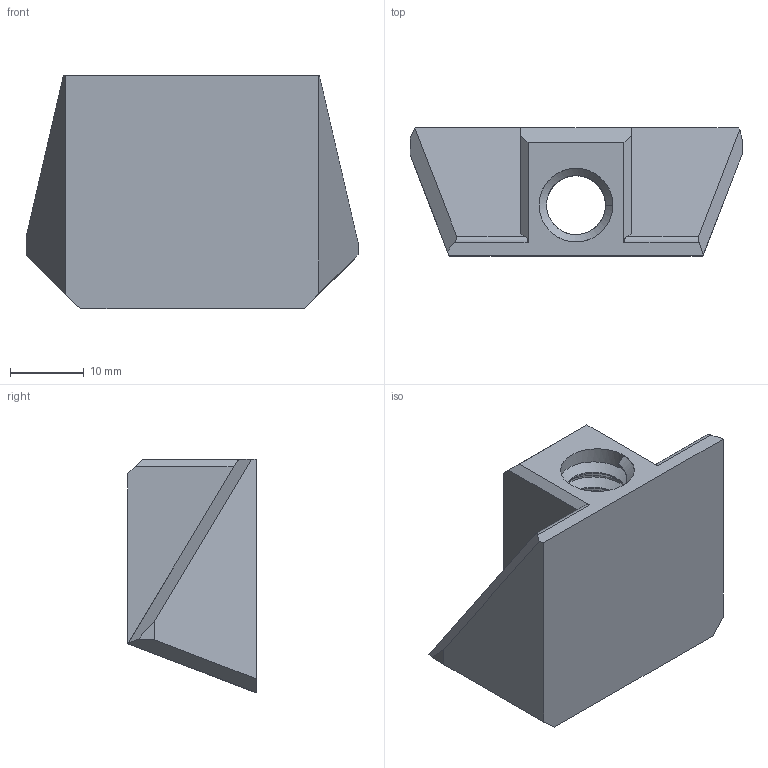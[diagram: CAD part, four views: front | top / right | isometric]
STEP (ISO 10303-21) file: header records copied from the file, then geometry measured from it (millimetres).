
FILE_DESCRIPTION (( 'STEP AP203' ), '1' );
FILE_NAME ('賑輸.ST', '2024-09-26T01:18:09', ( '' ), ( '' ), 'SwSTEP 2.0', 'SolidWorks 2022', '' );
FILE_SCHEMA (( 'CONFIG_CONTROL_DESIGN' ));
Length unit declared in the file: millimetre
Products named in the file (1): ｻｬｿ饑ｨｦ_｡ｧ|
Bounding box: 45 x 17.4 x 31.67 mm (x, y, z)
Volume: 12458.9 mm3; surface area: 5031.7 mm2
Topology: 1 solids, 1 shells, 42 faces, 113 edges, 73 vertices
Faces by surface type: plane 21, cylinder 18, bspline 3
Entity records: 2665 total; most frequent: CARTESIAN_POINT 1650, ORIENTED_EDGE 226, DIRECTION 159, EDGE_CURVE 113, LINE 75, VECTOR 75, VERTEX_POINT 73, EDGE_LOOP 44
